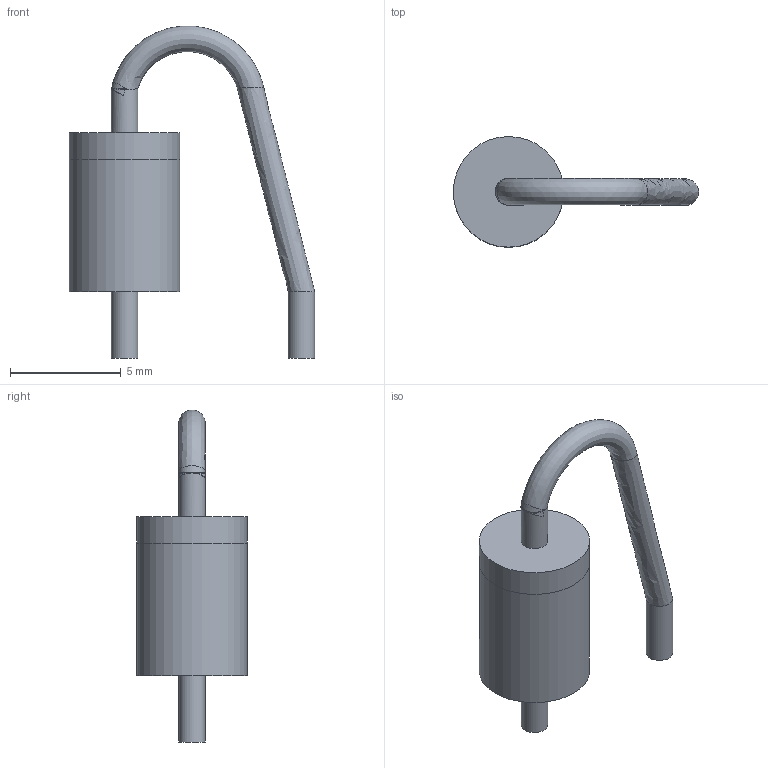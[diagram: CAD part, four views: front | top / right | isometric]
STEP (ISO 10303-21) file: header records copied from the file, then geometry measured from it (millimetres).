
FILE_DESCRIPTION(/* description */ (''),/* implementation_level */ '2;1');
FILE_NAME(/* name */ 'D_Rth_5000X.step',/* time_stamp */ '2024-10-22T12:02:04+06:00',/* author */ (''),/* organization */ (''),/* preprocessor_version */ 'ST-DEVELOPER v20',/* originating_system */ 'Autodesk Translation Framework v13.20.0.188',/* authorisation */ '');
FILE_SCHEMA (('AUTOMOTIVE_DESIGN { 1 0 10303 214 3 1 1 }'));
Length unit declared in the file: millimetre
Products named in the file (1): (Unsaved)
Bounding box: 11.1 x 5 x 15.02 mm (x, y, z)
Volume: 169.4 mm3; surface area: 290.6 mm2
Topology: 4 solids, 4 shells, 21 faces, 40 edges, 27 vertices
Faces by surface type: plane 11, cylinder 5, bspline 5
Full cylindrical faces by diameter (mm): 1.2 x3, 5 x2
Entity records: 684 total; most frequent: CARTESIAN_POINT 194, DIRECTION 103, ORIENTED_EDGE 80, AXIS2_PLACEMENT_3D 49, EDGE_CURVE 40, VERTEX_POINT 27, CIRCLE 26, FACE_OUTER_BOUND 21
